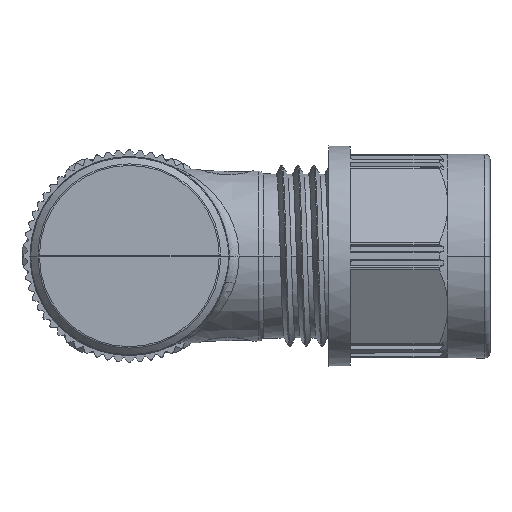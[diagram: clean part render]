
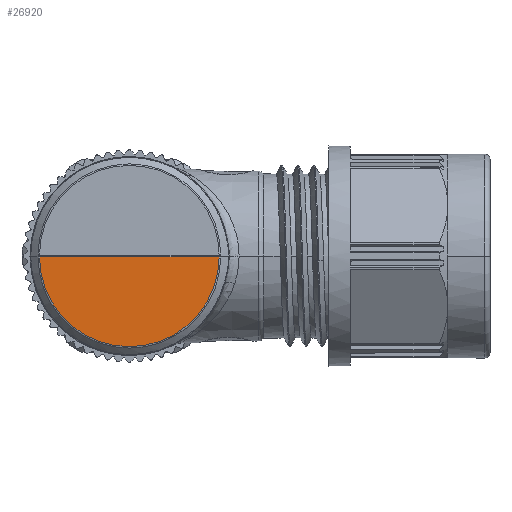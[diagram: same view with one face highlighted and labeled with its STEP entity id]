
A CAD part, front view. The second image highlights one B-rep face of the part: STEP entity #26920.
In plain terms, the highlighted planar face has unit normal (0, -1, -0.009).
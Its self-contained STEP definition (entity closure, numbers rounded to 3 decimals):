
#9130=CARTESIAN_POINT('',(8.367,-33.449,
-0.087));
#9132=DIRECTION('',(-1.,0.,0.));
#9133=VECTOR('',#9132,16.735);
#9134=CARTESIAN_POINT('',(8.367,-33.449,
-0.087));
#9135=LINE('',#9134,#9133);
#9155=CARTESIAN_POINT('',(0.,-33.449,
-0.075));
#9156=DIRECTION('',(0.,1.,0.009));
#9157=DIRECTION('',(1.,0.,-0.001));
#9158=AXIS2_PLACEMENT_3D('',#9155,#9156,#9157);
#12984=VERTEX_POINT('',#9130);
#12985=CARTESIAN_POINT('',(-8.367,-33.449,
-0.087));
#12986=VERTEX_POINT('',#12985);
#26910=CARTESIAN_POINT('',(9.252,-33.45,0.));
#26911=DIRECTION('',(0.,-1.,-0.009));
#26912=DIRECTION('',(-1.,0.,0.));
#26913=AXIS2_PLACEMENT_3D('',#26910,#26911,#26912);
#26914=PLANE('',#26913);
#26916=ORIENTED_EDGE('',*,*,#26915,.T.);
#26917=ORIENTED_EDGE('',*,*,#26897,.F.);
#26918=EDGE_LOOP('',(#26916,#26917));
#26919=FACE_OUTER_BOUND('',#26918,.F.);
#26920=ADVANCED_FACE('',(#26919),#26914,.T.);
#9159=CIRCLE('',#9158,8.367);
#26897=EDGE_CURVE('',#12984,#12986,#9135,.T.);
#26915=EDGE_CURVE('',#12984,#12986,#9159,.T.);
